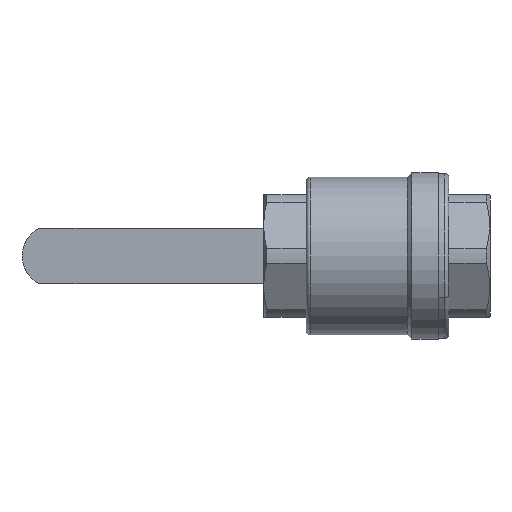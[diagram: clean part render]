
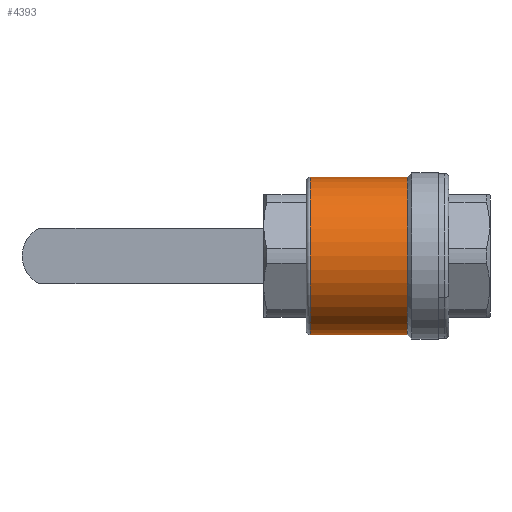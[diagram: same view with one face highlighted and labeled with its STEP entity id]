
A CAD part, front view. The second image highlights one B-rep face of the part: STEP entity #4393.
In plain terms, the highlighted cylindrical face has radius 42.4 mm (diameter 84.8 mm), a partial arc.
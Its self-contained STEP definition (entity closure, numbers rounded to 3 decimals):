
#1948=DIRECTION('',(1.,0.,0.));
#1949=VECTOR('',#1948,52.5);
#1950=CARTESIAN_POINT('',(25.,0.,42.4));
#1951=LINE('',#1950,#1949);
#2034=CARTESIAN_POINT('',(77.5,0.,0.));
#2035=DIRECTION('',(1.,0.,0.));
#2036=DIRECTION('',(0.,0.,1.));
#2037=AXIS2_PLACEMENT_3D('',#2034,#2035,#2036);
#2516=CARTESIAN_POINT('',(25.,0.,0.));
#2517=DIRECTION('',(-1.,0.,0.));
#2518=DIRECTION('',(0.,0.,-1.));
#2519=AXIS2_PLACEMENT_3D('',#2516,#2517,#2518);
#2531=DIRECTION('',(1.,0.,0.));
#2532=VECTOR('',#2531,52.5);
#2533=CARTESIAN_POINT('',(25.,0.,-42.4));
#2534=LINE('',#2533,#2532);
#2978=CARTESIAN_POINT('',(25.,0.,42.4));
#2979=CARTESIAN_POINT('',(77.5,0.,42.4));
#2980=VERTEX_POINT('',#2978);
#2981=VERTEX_POINT('',#2979);
#3057=CARTESIAN_POINT('',(77.5,0.,-42.4));
#3058=VERTEX_POINT('',#3057);
#3093=CARTESIAN_POINT('',(25.,0.,-42.4));
#3094=VERTEX_POINT('',#3093);
#4382=CARTESIAN_POINT('',(0.,0.,0.));
#4383=DIRECTION('',(-1.,0.,0.));
#4384=DIRECTION('',(0.,0.,1.));
#4385=AXIS2_PLACEMENT_3D('',#4382,#4383,#4384);
#4386=CYLINDRICAL_SURFACE('',#4385,42.4);
#4387=ORIENTED_EDGE('',*,*,#3653,.F.);
#4388=ORIENTED_EDGE('',*,*,#4362,.T.);
#4389=ORIENTED_EDGE('',*,*,#3649,.T.);
#4390=ORIENTED_EDGE('',*,*,#3686,.T.);
#4391=EDGE_LOOP('',(#4387,#4388,#4389,#4390));
#4392=FACE_OUTER_BOUND('',#4391,.F.);
#4393=ADVANCED_FACE('',(#4392),#4386,.T.);
#2038=CIRCLE('',#2037,42.4);
#2520=CIRCLE('',#2519,42.4);
#3649=EDGE_CURVE('',#2980,#2981,#1951,.T.);
#3653=EDGE_CURVE('',#3094,#3058,#2534,.T.);
#3686=EDGE_CURVE('',#2981,#3058,#2038,.T.);
#4362=EDGE_CURVE('',#3094,#2980,#2520,.T.);
